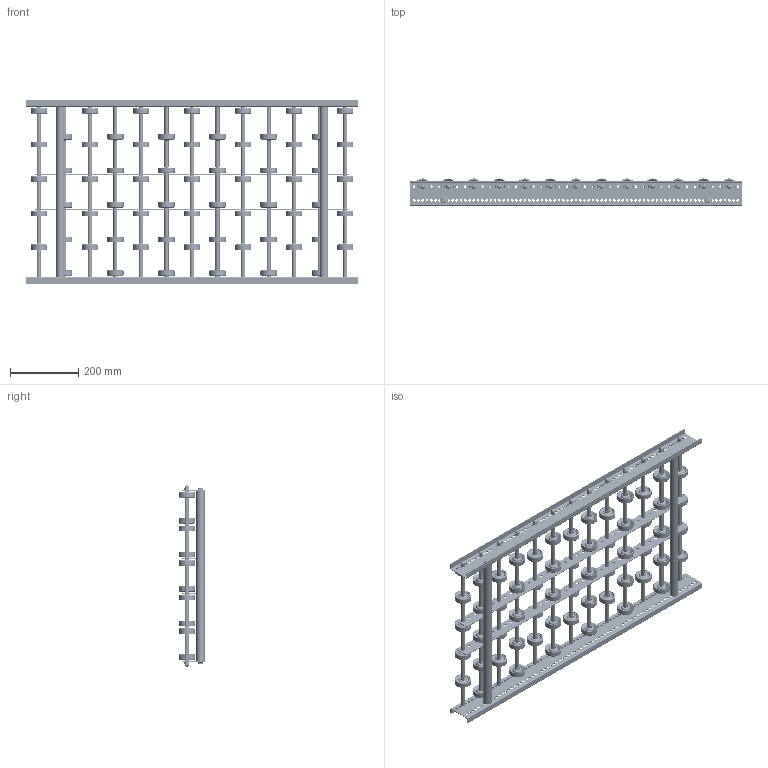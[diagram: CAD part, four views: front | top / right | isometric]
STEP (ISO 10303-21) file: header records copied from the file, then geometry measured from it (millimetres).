
FILE_DESCRIPTION (( 'STEP AP214' ), '1' );
FILE_NAME ('0052495.step', '2021-10-26T13:21:02', ( '' ), ( '' ), 'SwSTEP 2.0', 'SolidWorks 2020', '' );
FILE_SCHEMA (( 'AUTOMOTIVE_DESIGN' ));
Length unit declared in the file: millimetre
Products named in the file (10): S100100_Längstraverse-42x2,5_S100101_L„ngstraverse-RB-L975; S106837_Gewindestange-M8-KFG_L520; Traversen_KFG_L500; Profil_LRB-20x70x20x2_KFG_S100213_U-PROFIL-20-70-20-2-LRB-L=975; Hutmutter_DIN_1587_M8; 0046278_KB-ROHR-12X1,75mm_KFG_L75; K0011528_2200-48-8; 0052495; S100994_Sperrzahnschraube_M08x16-8.8-A2K; Röllchenachse-für-Konfiguration_EL500 Stahl
Assembly tree (60 placements, depth 3):
  0052495
    Profil_LRB-20x70x20x2_KFG_S100213_U-PROFIL-20-70-20-2-LRB-L=975  x2
    S100994_Sperrzahnschraube_M08x16-8.8-A2K  x4
    Traversen_KFG_L500  x2
    Röllchenachse-für-Konfiguration_EL500 Stahl  x13
      S106837_Gewindestange-M8-KFG_L520
      0046278_KB-ROHR-12X1,75mm_KFG_L75
      K0011528_2200-48-8
    S100100_Längstraverse-42x2,5_S100101_L„ngstraverse-RB-L975  x2
    Hutmutter_DIN_1587_M8  x26
Bounding box: 975 x 79 x 540 mm (x, y, z)
Volume: 2650632.7 mm3; surface area: 2041601.2 mm2
Topology: 248 solids, 248 shells, 7486 faces, 15966 edges, 9720 vertices
Faces by surface type: cylinder 2908, torus 1706, plane 1536, cone 1310, bspline 26
Entity records: 22371 total; most frequent: DIRECTION 3877, CARTESIAN_POINT 3743, ORIENTED_EDGE 3224, AXIS2_PLACEMENT_3D 1676, EDGE_CURVE 1612, VERTEX_POINT 1046, EDGE_LOOP 1016, CIRCLE 1007
